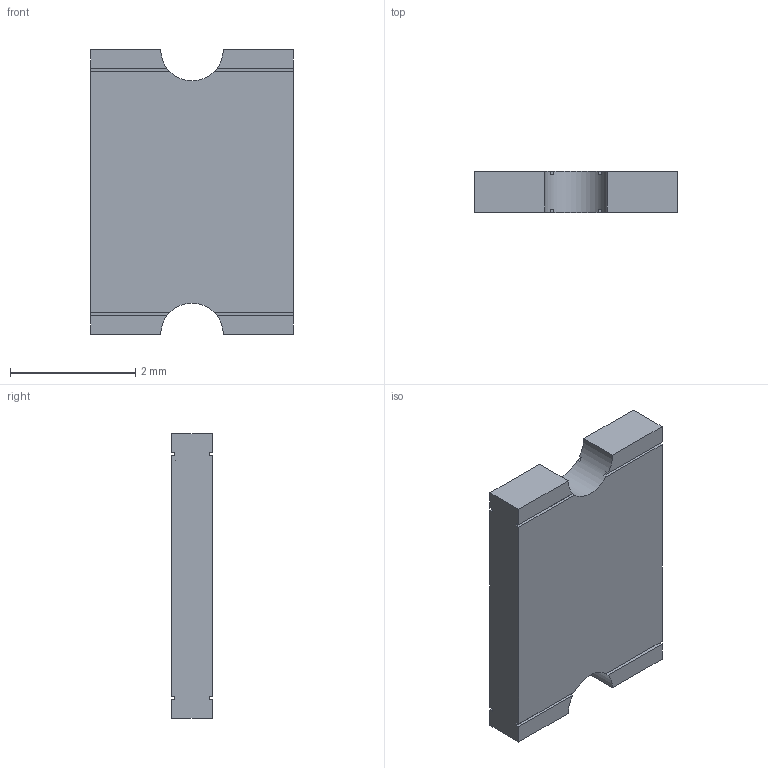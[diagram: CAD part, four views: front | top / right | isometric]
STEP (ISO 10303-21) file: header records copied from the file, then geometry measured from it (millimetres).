
FILE_DESCRIPTION(('3D model data'),'2;1') ;
FILE_NAME('MF-MSMF110_33X-2.step','2024-01-01T00:00:00',(''),(''),'EsoCore Library','Unspecified','') ;
FILE_SCHEMA(('AUTOMOTIVE_DESIGN')) ;
Length unit declared in the file: millimetre
Products named in the file (1): MF-MSMF110
Bounding box: 3.24 x 0.65 x 4.55 mm (x, y, z)
Volume: 9 mm3; surface area: 39.7 mm2
Topology: 1 solids, 1 shells, 42 faces, 120 edges, 80 vertices
Faces by surface type: plane 40, cylinder 2
Entity records: 1374 total; most frequent: CARTESIAN_POINT 243, ORIENTED_EDGE 240, DIRECTION 226, EDGE_CURVE 120, LINE 100, VECTOR 100, VERTEX_POINT 80, AXIS2_PLACEMENT_3D 63
